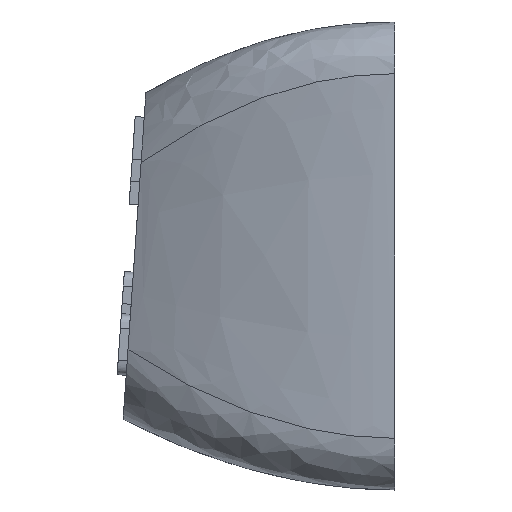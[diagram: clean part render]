
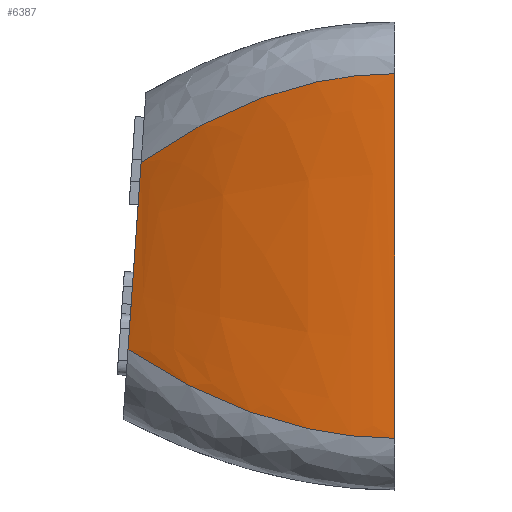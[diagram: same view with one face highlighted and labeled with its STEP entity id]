
A CAD part, left-side view. The second image highlights one B-rep face of the part: STEP entity #6387.
In plain terms, the highlighted free-form (B-spline) face has degree [3, 3] with [4, 4] control points.
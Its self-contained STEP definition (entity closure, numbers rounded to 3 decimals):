
#113=B_SPLINE_CURVE_WITH_KNOTS('',3,(#8944,#8945,#8946,#8947),
 .UNSPECIFIED.,.F.,.F.,(4,4),(0.,1.),.UNSPECIFIED.);
#114=B_SPLINE_CURVE_WITH_KNOTS('',3,(#8968,#8969,#8970,#8971),
 .UNSPECIFIED.,.F.,.F.,(4,4),(0.,1.),.UNSPECIFIED.);
#451=B_SPLINE_SURFACE_WITH_KNOTS('',3,3,((#8949,#8950,#8951,#8952),(#8953,
#8954,#8955,#8956),(#8957,#8958,#8959,#8960),(#8961,#8962,#8963,#8964)),
 .UNSPECIFIED.,.F.,.F.,.F.,(4,4),(4,4),(0.,1.),(0.,1.),.UNSPECIFIED.);
#616=FACE_OUTER_BOUND('',#961,.T.);
#961=EDGE_LOOP('',(#4330,#4331,#4332,#4333));
#1362=LINE('',#8966,#1967);
#1363=LINE('',#8972,#1968);
#1967=VECTOR('',#7070,10.);
#1968=VECTOR('',#7071,10.);
#2593=VERTEX_POINT('',#8941);
#2594=VERTEX_POINT('',#8943);
#2595=VERTEX_POINT('',#8965);
#2596=VERTEX_POINT('',#8967);
#3295=EDGE_CURVE('',#2593,#2594,#113,.T.);
#3297=EDGE_CURVE('',#2595,#2593,#1362,.T.);
#3298=EDGE_CURVE('',#2595,#2596,#114,.T.);
#3299=EDGE_CURVE('',#2596,#2594,#1363,.T.);
#4330=ORIENTED_EDGE('',*,*,#3297,.F.);
#4331=ORIENTED_EDGE('',*,*,#3298,.T.);
#4332=ORIENTED_EDGE('',*,*,#3299,.T.);
#4333=ORIENTED_EDGE('',*,*,#3295,.F.);
#6387=ADVANCED_FACE('',(#616),#451,.F.);
#7070=DIRECTION('',(0.,-0.07,0.998));
#7071=DIRECTION('',(0.,0.,1.));
#8941=CARTESIAN_POINT('',(2.7,9.814,12.671));
#8943=CARTESIAN_POINT('',(0.,0.,16.1));
#8944=CARTESIAN_POINT('Ctrl Pts',(2.7,9.814,12.671));
#8945=CARTESIAN_POINT('Ctrl Pts',(0.9,6.543,14.957));
#8946=CARTESIAN_POINT('Ctrl Pts',(0.,3.356,
16.1));
#8947=CARTESIAN_POINT('Ctrl Pts',(0.,0.,
16.1));
#8949=CARTESIAN_POINT('Ctrl Pts',(2.7,10.32,5.433));
#8950=CARTESIAN_POINT('Ctrl Pts',(0.9,6.88,3.144));
#8951=CARTESIAN_POINT('Ctrl Pts',(0.,3.356,
2.));
#8952=CARTESIAN_POINT('Ctrl Pts',(0.,0.,2.));
#8953=CARTESIAN_POINT('Ctrl Pts',(2.7,10.221,6.843));
#8954=CARTESIAN_POINT('Ctrl Pts',(0.939,6.814,4.776));
#8955=CARTESIAN_POINT('Ctrl Pts',(0.,3.356,
3.047));
#8956=CARTESIAN_POINT('Ctrl Pts',(0.,0.,3.047));
#8957=CARTESIAN_POINT('Ctrl Pts',(2.7,9.913,11.261));
#8958=CARTESIAN_POINT('Ctrl Pts',(0.939,6.608,13.325));
#8959=CARTESIAN_POINT('Ctrl Pts',(0.,3.356,
15.053));
#8960=CARTESIAN_POINT('Ctrl Pts',(0.,0.,15.053));
#8961=CARTESIAN_POINT('Ctrl Pts',(2.7,9.814,12.671));
#8962=CARTESIAN_POINT('Ctrl Pts',(0.9,6.543,14.957));
#8963=CARTESIAN_POINT('Ctrl Pts',(0.,3.356,
16.1));
#8964=CARTESIAN_POINT('Ctrl Pts',(0.,0.,16.1));
#8965=CARTESIAN_POINT('',(2.7,10.32,5.433));
#8966=CARTESIAN_POINT('',(2.7,10.32,5.433));
#8967=CARTESIAN_POINT('',(0.,0.,2.));
#8968=CARTESIAN_POINT('Ctrl Pts',(2.7,10.32,5.433));
#8969=CARTESIAN_POINT('Ctrl Pts',(0.9,6.88,3.144));
#8970=CARTESIAN_POINT('Ctrl Pts',(0.,3.356,
2.));
#8971=CARTESIAN_POINT('Ctrl Pts',(0.,0.,2.));
#8972=CARTESIAN_POINT('',(0.,0.,2.));
